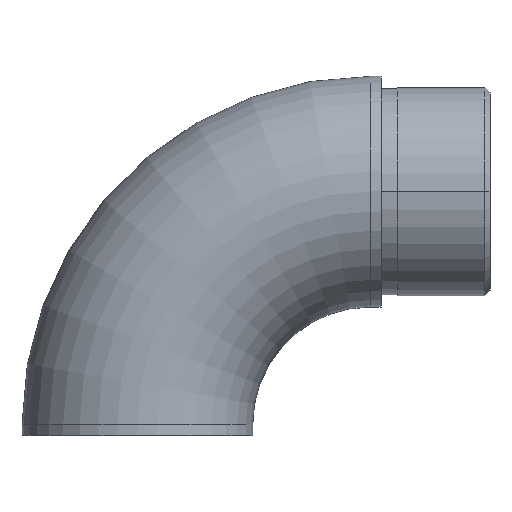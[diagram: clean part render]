
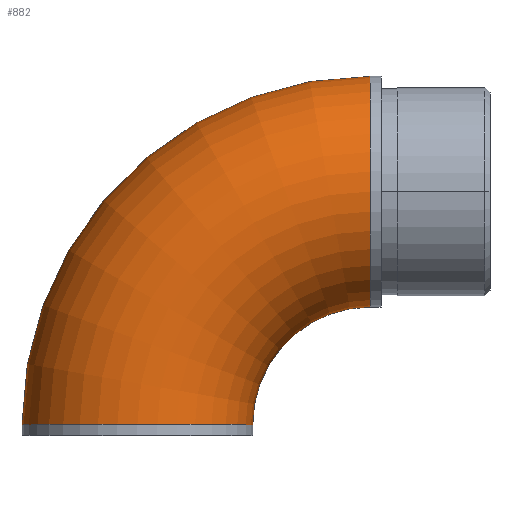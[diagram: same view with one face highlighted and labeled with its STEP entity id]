
A CAD part, top view. The second image highlights one B-rep face of the part: STEP entity #882.
In plain terms, the highlighted toroidal (fillet/blend) face has major radius 42.8 mm and minor radius 21.2 mm.
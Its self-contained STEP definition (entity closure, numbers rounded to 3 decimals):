
#3 = AXIS2_PLACEMENT_3D ( 'NONE', #828, #89, #378 ) ;
#8 = VERTEX_POINT ( 'NONE', #808 ) ;
#29 = CIRCLE ( 'NONE', #3, 21.2 ) ;
#45 = VERTEX_POINT ( 'NONE', #348 ) ;
#89 = DIRECTION ( 'NONE',  ( 1., 0., 0. ) ) ;
#180 = CARTESIAN_POINT ( 'NONE',  ( -44.8, -42.8, 0. ) ) ;
#184 = TOROIDAL_SURFACE ( 'NONE', #618, 42.8, 21.2 ) ;
#207 = EDGE_CURVE ( 'NONE', #8, #625, #425, .T. ) ;
#245 = EDGE_LOOP ( 'NONE', ( #872, #344, #472, #414 ) ) ;
#307 = DIRECTION ( 'NONE',  ( 0., 1., 0. ) ) ;
#344 = ORIENTED_EDGE ( 'NONE', *, *, #207, .T. ) ;
#348 = CARTESIAN_POINT ( 'NONE',  ( -2., -21.2, 0. ) ) ;
#349 = CARTESIAN_POINT ( 'NONE',  ( -2., -42.8, 0. ) ) ;
#350 = EDGE_CURVE ( 'NONE', #8, #45, #29, .T. ) ;
#357 = CIRCLE ( 'NONE', #639, 21.2 ) ;
#361 = CARTESIAN_POINT ( 'NONE',  ( -2., -42.8, 0. ) ) ;
#378 = DIRECTION ( 'NONE',  ( 0., 0., -1. ) ) ;
#407 = EDGE_CURVE ( 'NONE', #625, #716, #357, .T. ) ;
#414 = ORIENTED_EDGE ( 'NONE', *, *, #715, .F. ) ;
#424 = AXIS2_PLACEMENT_3D ( 'NONE', #949, #498, #589 ) ;
#425 = CIRCLE ( 'NONE', #424, 64. ) ;
#428 = CARTESIAN_POINT ( 'NONE',  ( -23.6, -42.8, 0. ) ) ;
#435 = DIRECTION ( 'NONE',  ( 0., 0., 1. ) ) ;
#472 = ORIENTED_EDGE ( 'NONE', *, *, #407, .T. ) ;
#498 = DIRECTION ( 'NONE',  ( 0., 0., 1. ) ) ;
#508 = DIRECTION ( 'NONE',  ( 1., 0., 0. ) ) ;
#512 = FACE_OUTER_BOUND ( 'NONE', #245, .T. ) ;
#589 = DIRECTION ( 'NONE',  ( 1., 0., 0. ) ) ;
#618 = AXIS2_PLACEMENT_3D ( 'NONE', #361, #435, #508 ) ;
#625 = VERTEX_POINT ( 'NONE', #634 ) ;
#634 = CARTESIAN_POINT ( 'NONE',  ( -66., -42.8, 0. ) ) ;
#639 = AXIS2_PLACEMENT_3D ( 'NONE', #180, #307, #769 ) ;
#715 = EDGE_CURVE ( 'NONE', #45, #716, #863, .T. ) ;
#716 = VERTEX_POINT ( 'NONE', #428 ) ;
#769 = DIRECTION ( 'NONE',  ( 0., 0., -1. ) ) ;
#792 = DIRECTION ( 'NONE',  ( 1., 0., 0. ) ) ;
#799 = DIRECTION ( 'NONE',  ( 0., 0., 1. ) ) ;
#808 = CARTESIAN_POINT ( 'NONE',  ( -2., 21.2, 0. ) ) ;
#828 = CARTESIAN_POINT ( 'NONE',  ( -2., 0., 0. ) ) ;
#841 = AXIS2_PLACEMENT_3D ( 'NONE', #349, #799, #792 ) ;
#863 = CIRCLE ( 'NONE', #841, 21.6 ) ;
#872 = ORIENTED_EDGE ( 'NONE', *, *, #350, .F. ) ;
#882 = ADVANCED_FACE ( 'NONE', ( #512 ), #184, .T. ) ;
#949 = CARTESIAN_POINT ( 'NONE',  ( -2., -42.8, 0. ) ) ;
